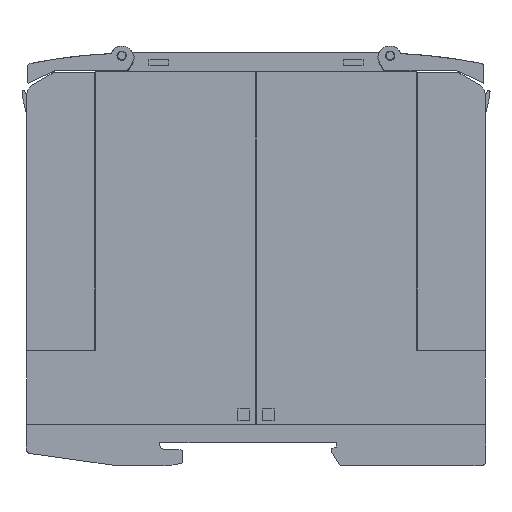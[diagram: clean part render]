
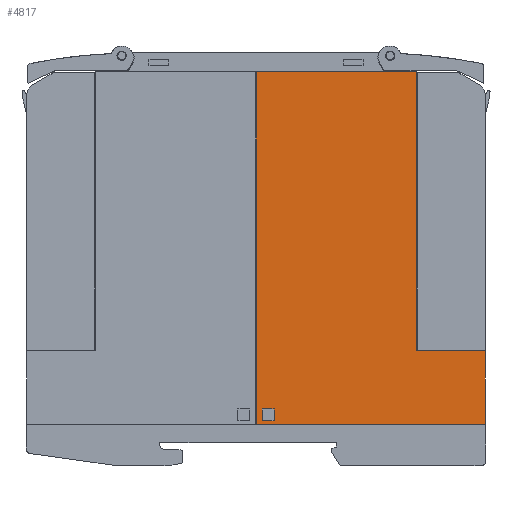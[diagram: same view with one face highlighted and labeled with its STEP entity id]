
A CAD part, left-side view. The second image highlights one B-rep face of the part: STEP entity #4817.
In plain terms, the highlighted planar face has unit normal (-1, 0, 0).
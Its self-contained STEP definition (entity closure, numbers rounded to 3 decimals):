
#4817=ADVANCED_FACE('',(#9822,#9823),#9824,.T.);
#9822=FACE_OUTER_BOUND('',#14888,.T.);
#9823=FACE_BOUND('',#14889,.T.);
#9824=PLANE('',#14890);
#14888=EDGE_LOOP('',(#30129,#30130,#30131,#30132,#30133,#30134));
#14889=EDGE_LOOP('',(#30135,#30136,#30137,#30138));
#14890=AXIS2_PLACEMENT_3D('',#30139,#30140,#30141);
#30129=ORIENTED_EDGE('',*,*,#32815,.T.);
#30130=ORIENTED_EDGE('',*,*,#32833,.T.);
#30131=ORIENTED_EDGE('',*,*,#36691,.T.);
#30132=ORIENTED_EDGE('',*,*,#36674,.F.);
#30133=ORIENTED_EDGE('',*,*,#36692,.T.);
#30134=ORIENTED_EDGE('',*,*,#36687,.T.);
#30135=ORIENTED_EDGE('',*,*,#36684,.T.);
#30136=ORIENTED_EDGE('',*,*,#36660,.T.);
#30137=ORIENTED_EDGE('',*,*,#36668,.T.);
#30138=ORIENTED_EDGE('',*,*,#36681,.T.);
#30139=CARTESIAN_POINT('',(0.0,25.949,9.001));
#30140=DIRECTION('',(-1.0,0.0,0.0));
#30141=DIRECTION('',(0.0,1.0,0.0));
#32815=EDGE_CURVE('',#40067,#40071,#40073,.T.);
#32833=EDGE_CURVE('',#40071,#40107,#40108,.T.);
#36660=EDGE_CURVE('',#45756,#45754,#45757,.T.);
#36668=EDGE_CURVE('',#45754,#45765,#45767,.T.);
#36674=EDGE_CURVE('',#45776,#45778,#45779,.T.);
#36681=EDGE_CURVE('',#45765,#45788,#45790,.T.);
#36684=EDGE_CURVE('',#45788,#45756,#45793,.T.);
#36687=EDGE_CURVE('',#45796,#40067,#45797,.T.);
#36691=EDGE_CURVE('',#40107,#45778,#45802,.T.);
#36692=EDGE_CURVE('',#45776,#45796,#45803,.T.);
#40067=VERTEX_POINT('',#51198);
#40071=VERTEX_POINT('',#51204);
#40073=LINE('',#51207,#51208);
#40107=VERTEX_POINT('',#51258);
#40108=LINE('',#51259,#51260);
#45754=VERTEX_POINT('',#59735);
#45756=VERTEX_POINT('',#59738);
#45757=LINE('',#59739,#59740);
#45765=VERTEX_POINT('',#59752);
#45767=LINE('',#59755,#59756);
#45776=VERTEX_POINT('',#59768);
#45778=VERTEX_POINT('',#59771);
#45779=LINE('',#59772,#59773);
#45788=VERTEX_POINT('',#59786);
#45790=LINE('',#59789,#59790);
#45793=LINE('',#59794,#59795);
#45796=VERTEX_POINT('',#59798);
#45797=LINE('',#59799,#59800);
#45802=LINE('',#59807,#59808);
#45803=LINE('',#59809,#59810);
#51198=CARTESIAN_POINT('',(0.0,0.999,25.101));
#51204=CARTESIAN_POINT('',(0.0,16.099,25.101));
#51207=CARTESIAN_POINT('',(0.0,17.224,25.101));
#51208=VECTOR('',#62310,1.0);
#51258=CARTESIAN_POINT('',(0.0,16.099,85.801));
#51259=CARTESIAN_POINT('',(0.0,16.099,32.226));
#51260=VECTOR('',#62327,1.0);
#59735=CARTESIAN_POINT('',(0.0,46.999,12.401));
#59738=CARTESIAN_POINT('',(0.0,49.599,12.401));
#59739=CARTESIAN_POINT('',(0.0,37.124,12.401));
#59740=VECTOR('',#65945,1.0);
#59752=CARTESIAN_POINT('',(0.0,46.999,9.801));
#59755=CARTESIAN_POINT('',(0.0,46.999,10.051));
#59756=VECTOR('',#65951,1.0);
#59768=CARTESIAN_POINT('',(0.0,50.899,9.001));
#59771=CARTESIAN_POINT('',(0.0,50.899,85.801));
#59772=CARTESIAN_POINT('',(0.0,50.899,9.001));
#59773=VECTOR('',#65956,1.0);
#59786=CARTESIAN_POINT('',(0.0,49.599,9.801));
#59789=CARTESIAN_POINT('',(0.0,37.124,9.801));
#59790=VECTOR('',#65962,1.0);
#59794=CARTESIAN_POINT('',(0.0,49.599,10.051));
#59795=VECTOR('',#65964,1.0);
#59798=CARTESIAN_POINT('',(0.0,0.999,9.001));
#59799=CARTESIAN_POINT('',(0.0,0.999,9.001));
#59800=VECTOR('',#65965,1.0);
#59807=CARTESIAN_POINT('',(0.0,50.899,85.801));
#59808=VECTOR('',#65968,1.0);
#59809=CARTESIAN_POINT('',(0.0,50.899,9.001));
#59810=VECTOR('',#65969,1.0);
#62310=DIRECTION('',(0.0,1.0,0.0));
#62327=DIRECTION('',(0.0,-0.0,1.0));
#65945=DIRECTION('',(0.0,-1.0,0.0));
#65951=DIRECTION('',(0.0,0.0,-1.0));
#65956=DIRECTION('',(0.0,0.0,1.0));
#65962=DIRECTION('',(0.0,1.0,0.0));
#65964=DIRECTION('',(0.0,-0.0,1.0));
#65965=DIRECTION('',(0.0,0.0,1.0));
#65968=DIRECTION('',(0.0,1.0,0.0));
#65969=DIRECTION('',(0.0,-1.0,0.0));
